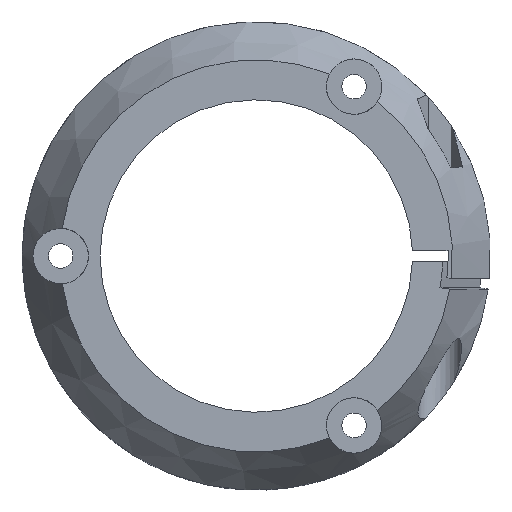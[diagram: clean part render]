
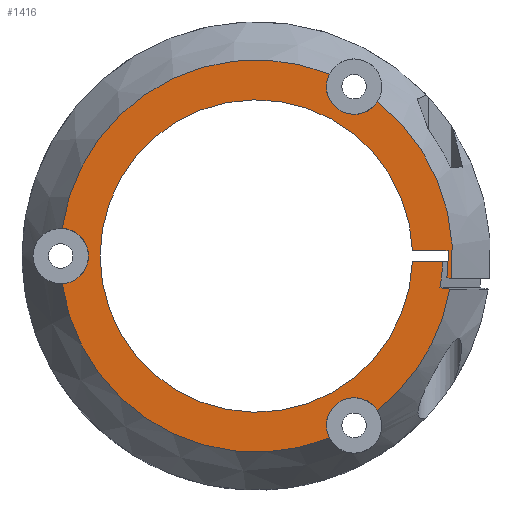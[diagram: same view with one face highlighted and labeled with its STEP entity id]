
A CAD part, front view. The second image highlights one B-rep face of the part: STEP entity #1416.
In plain terms, the highlighted planar face has unit normal (0, -1, 0).
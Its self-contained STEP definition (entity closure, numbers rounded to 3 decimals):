
#149=FACE_OUTER_BOUND('',#230,.T.);
#230=EDGE_LOOP('',(#1064,#1065,#1066,#1067,#1068,#1069,#1070,#1071,#1072,
#1073,#1074,#1075,#1076,#1077));
#308=CIRCLE('',#1520,28.75);
#313=CIRCLE('',#1529,35.3);
#314=CIRCLE('',#1534,36.1);
#315=CIRCLE('',#1535,36.1);
#316=CIRCLE('',#1536,36.1);
#317=CIRCLE('',#1537,36.1);
#319=CIRCLE('',#1543,34.3);
#320=CIRCLE('',#1545,5.1);
#321=CIRCLE('',#1546,5.1);
#322=CIRCLE('',#1547,5.1);
#385=LINE('',#2159,#484);
#389=LINE('',#2170,#488);
#394=LINE('',#2199,#493);
#396=LINE('',#2204,#495);
#484=VECTOR('',#1714,10.);
#488=VECTOR('',#1726,10.);
#493=VECTOR('',#1749,10.);
#495=VECTOR('',#1753,10.);
#613=VERTEX_POINT('',#2156);
#614=VERTEX_POINT('',#2158);
#616=VERTEX_POINT('',#2164);
#617=VERTEX_POINT('',#2168);
#622=VERTEX_POINT('',#2191);
#623=VERTEX_POINT('',#2195);
#624=VERTEX_POINT('',#2201);
#625=VERTEX_POINT('',#2203);
#631=VERTEX_POINT('',#2268);
#633=VERTEX_POINT('',#2285);
#634=VERTEX_POINT('',#2300);
#636=VERTEX_POINT('',#2317);
#637=VERTEX_POINT('',#2332);
#639=VERTEX_POINT('',#2349);
#757=EDGE_CURVE('',#614,#613,#385,.T.);
#761=EDGE_CURVE('',#616,#613,#308,.T.);
#763=EDGE_CURVE('',#616,#617,#389,.T.);
#771=EDGE_CURVE('',#617,#622,#313,.T.);
#774=EDGE_CURVE('',#622,#623,#394,.T.);
#776=EDGE_CURVE('',#625,#624,#396,.T.);
#785=EDGE_CURVE('',#631,#625,#314,.T.);
#788=EDGE_CURVE('',#634,#633,#315,.T.);
#791=EDGE_CURVE('',#637,#636,#316,.T.);
#794=EDGE_CURVE('',#623,#639,#317,.T.);
#804=EDGE_CURVE('',#624,#614,#319,.T.);
#805=EDGE_CURVE('',#633,#631,#320,.T.);
#806=EDGE_CURVE('',#639,#637,#321,.T.);
#807=EDGE_CURVE('',#636,#634,#322,.T.);
#1064=ORIENTED_EDGE('',*,*,#805,.T.);
#1065=ORIENTED_EDGE('',*,*,#785,.T.);
#1066=ORIENTED_EDGE('',*,*,#776,.T.);
#1067=ORIENTED_EDGE('',*,*,#804,.T.);
#1068=ORIENTED_EDGE('',*,*,#757,.T.);
#1069=ORIENTED_EDGE('',*,*,#761,.F.);
#1070=ORIENTED_EDGE('',*,*,#763,.T.);
#1071=ORIENTED_EDGE('',*,*,#771,.T.);
#1072=ORIENTED_EDGE('',*,*,#774,.T.);
#1073=ORIENTED_EDGE('',*,*,#794,.T.);
#1074=ORIENTED_EDGE('',*,*,#806,.T.);
#1075=ORIENTED_EDGE('',*,*,#791,.T.);
#1076=ORIENTED_EDGE('',*,*,#807,.T.);
#1077=ORIENTED_EDGE('',*,*,#788,.T.);
#1369=PLANE('',#1544);
#1416=ADVANCED_FACE('',(#149),#1369,.T.);
#1520=AXIS2_PLACEMENT_3D('',#2166,#1721,#1722);
#1529=AXIS2_PLACEMENT_3D('',#2192,#1744,#1745);
#1534=AXIS2_PLACEMENT_3D('',#2269,#1758,#1759);
#1535=AXIS2_PLACEMENT_3D('',#2301,#1760,#1761);
#1536=AXIS2_PLACEMENT_3D('',#2333,#1762,#1763);
#1537=AXIS2_PLACEMENT_3D('',#2364,#1764,#1765);
#1543=AXIS2_PLACEMENT_3D('',#2389,#1784,#1785);
#1544=AXIS2_PLACEMENT_3D('',#2390,#1786,#1787);
#1545=AXIS2_PLACEMENT_3D('',#2391,#1788,#1789);
#1546=AXIS2_PLACEMENT_3D('',#2392,#1790,#1791);
#1547=AXIS2_PLACEMENT_3D('',#2393,#1792,#1793);
#1714=DIRECTION('',(-1.,0.,0.));
#1721=DIRECTION('center_axis',(0.,-1.,0.));
#1722=DIRECTION('ref_axis',(1.,0.,0.));
#1726=DIRECTION('',(1.,0.,0.));
#1744=DIRECTION('center_axis',(0.,1.,0.));
#1745=DIRECTION('ref_axis',(-1.,0.,0.));
#1749=DIRECTION('',(0.99,0.,-0.141));
#1753=DIRECTION('',(-0.99,0.,0.141));
#1758=DIRECTION('center_axis',(0.,-1.,0.));
#1759=DIRECTION('ref_axis',(1.,0.,0.));
#1760=DIRECTION('center_axis',(0.,-1.,0.));
#1761=DIRECTION('ref_axis',(1.,0.,0.));
#1762=DIRECTION('center_axis',(0.,-1.,0.));
#1763=DIRECTION('ref_axis',(1.,0.,0.));
#1764=DIRECTION('center_axis',(0.,-1.,0.));
#1765=DIRECTION('ref_axis',(1.,0.,0.));
#1784=DIRECTION('center_axis',(0.,-1.,0.));
#1785=DIRECTION('ref_axis',(-1.,0.,0.));
#1786=DIRECTION('center_axis',(0.,-1.,0.));
#1787=DIRECTION('ref_axis',(0.,0.,-1.));
#1788=DIRECTION('center_axis',(0.,1.,0.));
#1789=DIRECTION('ref_axis',(-0.5,0.,0.866));
#1790=DIRECTION('center_axis',(0.,1.,0.));
#1791=DIRECTION('ref_axis',(-0.5,0.,-0.866));
#1792=DIRECTION('center_axis',(0.,1.,0.));
#1793=DIRECTION('ref_axis',(1.,0.,0.));
#2156=CARTESIAN_POINT('',(28.733,-18.5,-1.));
#2158=CARTESIAN_POINT('',(34.285,-18.5,-1.));
#2159=CARTESIAN_POINT('',(31.518,-18.5,-1.));
#2164=CARTESIAN_POINT('',(28.733,-18.5,1.));
#2166=CARTESIAN_POINT('Origin',(0.,-18.5,0.));
#2168=CARTESIAN_POINT('',(35.286,-18.5,1.));
#2170=CARTESIAN_POINT('',(19.375,-18.5,1.));
#2191=CARTESIAN_POINT('',(35.073,-18.5,-4.));
#2192=CARTESIAN_POINT('Origin',(0.,-18.5,0.));
#2195=CARTESIAN_POINT('',(35.865,-18.5,-4.113));
#2199=CARTESIAN_POINT('',(31.695,-18.5,-3.517));
#2201=CARTESIAN_POINT('',(33.799,-18.5,-5.838));
#2203=CARTESIAN_POINT('',(35.582,-18.5,-6.093));
#2204=CARTESIAN_POINT('',(38.695,-18.5,-6.538));
#2268=CARTESIAN_POINT('',(22.28,-18.5,-28.404));
#2269=CARTESIAN_POINT('Origin',(0.,-18.5,0.));
#2285=CARTESIAN_POINT('',(13.459,-18.5,-33.497));
#2300=CARTESIAN_POINT('',(-35.739,-18.5,-5.093));
#2301=CARTESIAN_POINT('Origin',(0.,-18.5,0.));
#2317=CARTESIAN_POINT('',(-35.739,-18.5,5.093));
#2332=CARTESIAN_POINT('',(13.459,-18.5,33.497));
#2333=CARTESIAN_POINT('Origin',(0.,-18.5,0.));
#2349=CARTESIAN_POINT('',(22.28,-18.5,28.404));
#2364=CARTESIAN_POINT('Origin',(0.,-18.5,0.));
#2389=CARTESIAN_POINT('Origin',(0.,-18.5,0.));
#2390=CARTESIAN_POINT('Origin',(28.75,-18.5,0.));
#2391=CARTESIAN_POINT('Origin',(18.,-18.5,-31.177));
#2392=CARTESIAN_POINT('Origin',(18.,-18.5,31.177));
#2393=CARTESIAN_POINT('Origin',(-36.,-18.5,0.));
